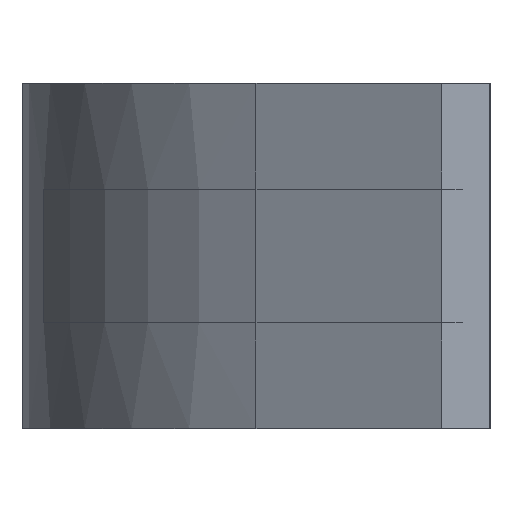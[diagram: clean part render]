
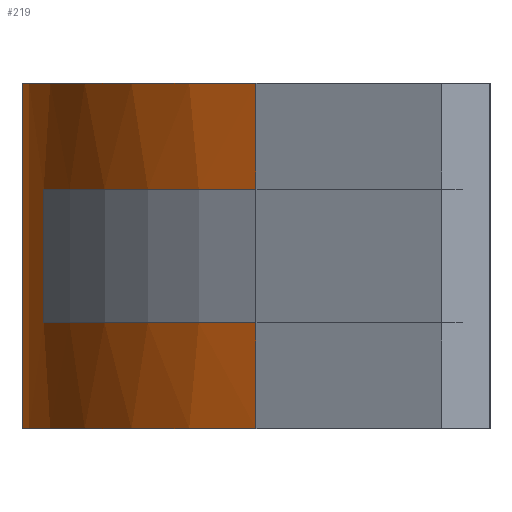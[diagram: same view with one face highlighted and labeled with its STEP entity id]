
A CAD part, left-side view. The second image highlights one B-rep face of the part: STEP entity #219.
In plain terms, the highlighted cylindrical face has radius 25.2 mm (diameter 50.4 mm), a partial arc.
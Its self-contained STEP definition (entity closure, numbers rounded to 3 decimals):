
#219=ADVANCED_FACE('',(#484),#485,.T.);
#484=FACE_OUTER_BOUND('',#790,.T.);
#485=CYLINDRICAL_SURFACE('',#791,25.2);
#790=EDGE_LOOP('',(#1431,#1432,#1433,#1434,#1435,#1436,#1437,#1438));
#791=AXIS2_PLACEMENT_3D('',#1439,#1440,#1441);
#1431=ORIENTED_EDGE('',*,*,#2141,.T.);
#1432=ORIENTED_EDGE('',*,*,#2138,.F.);
#1433=ORIENTED_EDGE('',*,*,#2146,.F.);
#1434=ORIENTED_EDGE('',*,*,#1954,.T.);
#1435=ORIENTED_EDGE('',*,*,#2143,.T.);
#1436=ORIENTED_EDGE('',*,*,#2147,.F.);
#1437=ORIENTED_EDGE('',*,*,#2148,.T.);
#1438=ORIENTED_EDGE('',*,*,#2099,.T.);
#1439=CARTESIAN_POINT('',(-28.653,0.,-10.23));
#1440=DIRECTION('',(0.,0.,-1.0));
#1441=DIRECTION('',(1.0,0.0,0.));
#1954=EDGE_CURVE('',#2376,#2374,#2377,.T.);
#2099=EDGE_CURVE('',#2592,#2590,#2593,.T.);
#2138=EDGE_CURVE('',#2661,#2663,#2664,.T.);
#2141=EDGE_CURVE('',#2590,#2663,#2667,.T.);
#2143=EDGE_CURVE('',#2374,#2669,#2670,.T.);
#2146=EDGE_CURVE('',#2376,#2661,#2673,.T.);
#2147=EDGE_CURVE('',#2674,#2669,#2675,.T.);
#2148=EDGE_CURVE('',#2674,#2592,#2676,.T.);
#2374=VERTEX_POINT('',#3064);
#2376=VERTEX_POINT('',#3067);
#2377=CIRCLE('',#3068,25.2);
#2590=VERTEX_POINT('',#3423);
#2592=VERTEX_POINT('',#3426);
#2593=CIRCLE('',#3427,25.2);
#2661=VERTEX_POINT('',#3524);
#2663=VERTEX_POINT('',#3527);
#2664=CIRCLE('',#3528,25.2);
#2667=LINE('',#3532,#3533);
#2669=VERTEX_POINT('',#3535);
#2670=LINE('',#3536,#3537);
#2673=LINE('',#3541,#3542);
#2674=VERTEX_POINT('',#3543);
#2675=CIRCLE('',#3544,25.2);
#2676=LINE('',#3545,#3546);
#3064=CARTESIAN_POINT('',(-50.476,12.6,-9.3));
#3067=CARTESIAN_POINT('',(-28.653,25.2,-9.3));
#3068=AXIS2_PLACEMENT_3D('',#3938,#3939,#3940);
#3423=CARTESIAN_POINT('',(-50.476,12.6,3.6));
#3426=CARTESIAN_POINT('',(-36.25,24.027,3.6));
#3427=AXIS2_PLACEMENT_3D('',#4080,#4081,#4082);
#3524=CARTESIAN_POINT('',(-28.653,25.2,9.3));
#3527=CARTESIAN_POINT('',(-50.476,12.6,9.3));
#3528=AXIS2_PLACEMENT_3D('',#4125,#4126,#4127);
#3532=CARTESIAN_POINT('',(-50.476,12.6,3.6));
#3533=VECTOR('',#4129,5.7);
#3535=CARTESIAN_POINT('',(-50.476,12.6,-3.6));
#3536=CARTESIAN_POINT('',(-50.476,12.6,-9.3));
#3537=VECTOR('',#4130,5.7);
#3541=CARTESIAN_POINT('',(-28.653,25.2,-9.3));
#3542=VECTOR('',#4132,18.6);
#3543=CARTESIAN_POINT('',(-36.25,24.027,-3.6));
#3544=AXIS2_PLACEMENT_3D('',#4133,#4134,#4135);
#3545=CARTESIAN_POINT('',(-36.25,24.027,-3.6));
#3546=VECTOR('',#4136,7.2);
#3938=CARTESIAN_POINT('',(-28.653,0.,-9.3));
#3939=DIRECTION('',(0.,0.,1.0));
#3940=DIRECTION('',(0.,1.0,0.));
#4080=CARTESIAN_POINT('',(-28.653,0.,3.6));
#4081=DIRECTION('',(0.,0.,1.0));
#4082=DIRECTION('',(-0.301,0.953,0.));
#4125=CARTESIAN_POINT('',(-28.653,0.,9.3));
#4126=DIRECTION('',(0.,0.,1.0));
#4127=DIRECTION('',(0.,1.0,0.));
#4129=DIRECTION('',(0.,0.,1.0));
#4130=DIRECTION('',(0.,0.,1.0));
#4132=DIRECTION('',(0.,0.,1.0));
#4133=CARTESIAN_POINT('',(-28.653,0.,-3.6));
#4134=DIRECTION('',(0.,0.,1.0));
#4135=DIRECTION('',(-0.301,0.953,0.));
#4136=DIRECTION('',(0.,0.,1.0));
